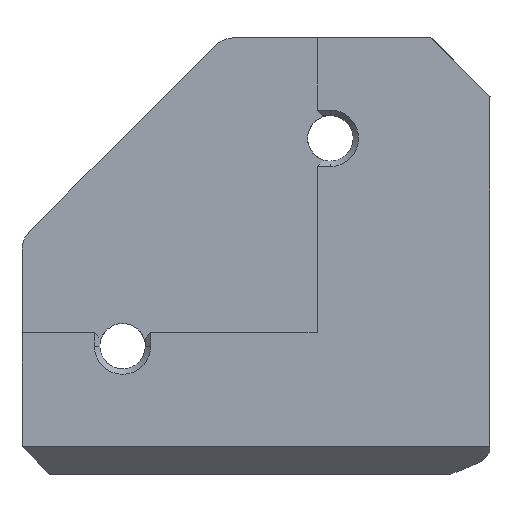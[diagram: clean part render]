
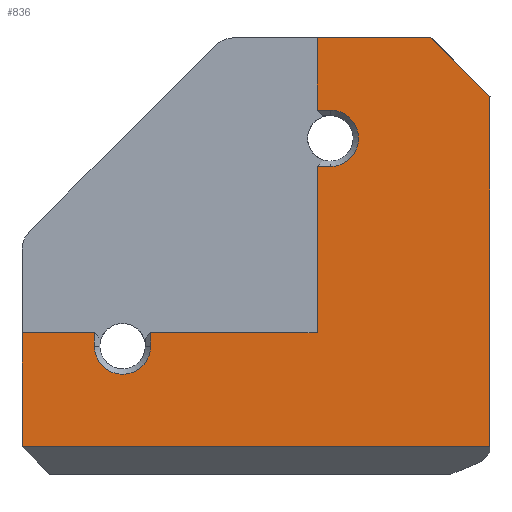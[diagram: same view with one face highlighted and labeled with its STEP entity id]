
A CAD part, top view. The second image highlights one B-rep face of the part: STEP entity #836.
In plain terms, the highlighted planar face has unit normal (0, 0, 1).
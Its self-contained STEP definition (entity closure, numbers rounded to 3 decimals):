
#33=FACE_OUTER_BOUND('',#81,.T.);
#81=EDGE_LOOP('',(#593,#594,#595,#596,#597,#598,#599,#600,#601,#602,#603,
#604,#605,#606,#607,#608,#609));
#134=CIRCLE('',#910,2.1);
#135=CIRCLE('',#911,2.1);
#160=LINE('',#1261,#264);
#165=LINE('',#1272,#269);
#168=LINE('',#1278,#272);
#169=LINE('',#1280,#273);
#170=LINE('',#1282,#274);
#171=LINE('',#1284,#275);
#172=LINE('',#1288,#276);
#173=LINE('',#1290,#277);
#174=LINE('',#1292,#278);
#175=LINE('',#1294,#279);
#176=LINE('',#1296,#280);
#177=LINE('',#1300,#281);
#178=LINE('',#1302,#282);
#179=LINE('',#1303,#283);
#180=LINE('',#1304,#284);
#264=VECTOR('',#1013,10.);
#269=VECTOR('',#1020,10.);
#272=VECTOR('',#1025,10.);
#273=VECTOR('',#1026,10.);
#274=VECTOR('',#1027,10.);
#275=VECTOR('',#1028,10.);
#276=VECTOR('',#1031,10.);
#277=VECTOR('',#1032,10.);
#278=VECTOR('',#1033,10.);
#279=VECTOR('',#1034,10.);
#280=VECTOR('',#1035,10.);
#281=VECTOR('',#1038,10.);
#282=VECTOR('',#1039,10.);
#283=VECTOR('',#1040,10.);
#284=VECTOR('',#1041,10.);
#377=VERTEX_POINT('',#1258);
#378=VERTEX_POINT('',#1260);
#382=VERTEX_POINT('',#1269);
#383=VERTEX_POINT('',#1271);
#385=VERTEX_POINT('',#1277);
#386=VERTEX_POINT('',#1279);
#387=VERTEX_POINT('',#1281);
#388=VERTEX_POINT('',#1283);
#389=VERTEX_POINT('',#1285);
#390=VERTEX_POINT('',#1287);
#391=VERTEX_POINT('',#1289);
#392=VERTEX_POINT('',#1291);
#393=VERTEX_POINT('',#1293);
#394=VERTEX_POINT('',#1295);
#395=VERTEX_POINT('',#1297);
#396=VERTEX_POINT('',#1299);
#397=VERTEX_POINT('',#1301);
#458=EDGE_CURVE('',#377,#378,#160,.T.);
#463=EDGE_CURVE('',#382,#383,#165,.T.);
#466=EDGE_CURVE('',#378,#385,#168,.T.);
#467=EDGE_CURVE('',#386,#377,#169,.T.);
#468=EDGE_CURVE('',#387,#386,#170,.T.);
#469=EDGE_CURVE('',#388,#387,#171,.T.);
#470=EDGE_CURVE('',#389,#388,#134,.T.);
#471=EDGE_CURVE('',#390,#389,#172,.T.);
#472=EDGE_CURVE('',#391,#390,#173,.T.);
#473=EDGE_CURVE('',#392,#391,#174,.T.);
#474=EDGE_CURVE('',#393,#392,#175,.T.);
#475=EDGE_CURVE('',#394,#393,#176,.T.);
#476=EDGE_CURVE('',#395,#394,#135,.T.);
#477=EDGE_CURVE('',#396,#395,#177,.T.);
#478=EDGE_CURVE('',#397,#396,#178,.T.);
#479=EDGE_CURVE('',#383,#397,#179,.T.);
#480=EDGE_CURVE('',#385,#382,#180,.T.);
#593=ORIENTED_EDGE('',*,*,#466,.F.);
#594=ORIENTED_EDGE('',*,*,#458,.F.);
#595=ORIENTED_EDGE('',*,*,#467,.F.);
#596=ORIENTED_EDGE('',*,*,#468,.F.);
#597=ORIENTED_EDGE('',*,*,#469,.F.);
#598=ORIENTED_EDGE('',*,*,#470,.F.);
#599=ORIENTED_EDGE('',*,*,#471,.F.);
#600=ORIENTED_EDGE('',*,*,#472,.F.);
#601=ORIENTED_EDGE('',*,*,#473,.F.);
#602=ORIENTED_EDGE('',*,*,#474,.F.);
#603=ORIENTED_EDGE('',*,*,#475,.F.);
#604=ORIENTED_EDGE('',*,*,#476,.F.);
#605=ORIENTED_EDGE('',*,*,#477,.F.);
#606=ORIENTED_EDGE('',*,*,#478,.F.);
#607=ORIENTED_EDGE('',*,*,#479,.F.);
#608=ORIENTED_EDGE('',*,*,#463,.F.);
#609=ORIENTED_EDGE('',*,*,#480,.F.);
#798=PLANE('',#909);
#836=ADVANCED_FACE('',(#33),#798,.T.);
#909=AXIS2_PLACEMENT_3D('',#1276,#1023,#1024);
#910=AXIS2_PLACEMENT_3D('',#1286,#1029,#1030);
#911=AXIS2_PLACEMENT_3D('',#1298,#1036,#1037);
#1013=DIRECTION('',(0.707,-0.707,0.));
#1020=DIRECTION('',(0.,1.,0.));
#1023=DIRECTION('center_axis',(0.,0.,
1.));
#1024=DIRECTION('ref_axis',(-1.,0.,0.));
#1025=DIRECTION('',(0.,-1.,0.));
#1026=DIRECTION('',(1.,0.,0.));
#1027=DIRECTION('',(0.,1.,0.));
#1028=DIRECTION('',(-1.,0.,0.));
#1029=DIRECTION('center_axis',(0.,0.,
1.));
#1030=DIRECTION('ref_axis',(0.,1.,0.));
#1031=DIRECTION('',(1.,0.,0.));
#1032=DIRECTION('',(0.,1.,0.));
#1033=DIRECTION('',(1.,0.,0.));
#1034=DIRECTION('',(0.707,0.707,0.));
#1035=DIRECTION('',(0.,1.,0.));
#1036=DIRECTION('center_axis',(0.,0.,
1.));
#1037=DIRECTION('ref_axis',(1.,0.,0.));
#1038=DIRECTION('',(0.,-1.,0.));
#1039=DIRECTION('',(0.707,-0.707,0.));
#1040=DIRECTION('',(1.,0.,0.));
#1041=DIRECTION('',(-1.,0.,0.));
#1258=CARTESIAN_POINT('',(2203.757,-340.386,699.559));
#1260=CARTESIAN_POINT('',(2208.157,-344.786,699.559));
#1261=CARTESIAN_POINT('',(2204.576,-341.205,699.559));
#1269=CARTESIAN_POINT('',(2173.257,-370.887,699.559));
#1271=CARTESIAN_POINT('',(2173.257,-362.386,699.559));
#1272=CARTESIAN_POINT('',(2173.257,-370.887,699.559));
#1276=CARTESIAN_POINT('Origin',(2169.647,-378.897,699.559));
#1277=CARTESIAN_POINT('',(2208.157,-370.887,699.559));
#1278=CARTESIAN_POINT('',(2208.157,-376.51,699.559));
#1279=CARTESIAN_POINT('',(2195.257,-340.386,699.559));
#1280=CARTESIAN_POINT('',(2195.257,-340.386,699.559));
#1281=CARTESIAN_POINT('',(2195.257,-345.786,699.559));
#1282=CARTESIAN_POINT('',(2195.257,-345.786,699.559));
#1283=CARTESIAN_POINT('',(2196.257,-345.786,699.559));
#1284=CARTESIAN_POINT('',(2196.257,-345.786,699.559));
#1285=CARTESIAN_POINT('',(2196.257,-349.986,699.559));
#1286=CARTESIAN_POINT('Origin',(2196.257,-347.886,699.559));
#1287=CARTESIAN_POINT('',(2195.257,-349.986,699.559));
#1288=CARTESIAN_POINT('',(2195.257,-349.986,699.559));
#1289=CARTESIAN_POINT('',(2195.257,-362.386,699.559));
#1290=CARTESIAN_POINT('',(2195.257,-362.386,699.559));
#1291=CARTESIAN_POINT('',(2182.857,-362.386,699.559));
#1292=CARTESIAN_POINT('',(2182.857,-362.386,699.559));
#1293=CARTESIAN_POINT('',(2182.857,-362.387,699.559));
#1294=CARTESIAN_POINT('',(2182.857,-362.387,699.559));
#1295=CARTESIAN_POINT('',(2182.857,-363.386,699.559));
#1296=CARTESIAN_POINT('',(2182.857,-363.386,699.559));
#1297=CARTESIAN_POINT('',(2178.657,-363.386,699.559));
#1298=CARTESIAN_POINT('Origin',(2180.757,-363.386,699.559));
#1299=CARTESIAN_POINT('',(2178.657,-362.387,699.559));
#1300=CARTESIAN_POINT('',(2178.657,-362.387,699.559));
#1301=CARTESIAN_POINT('',(2178.657,-362.386,699.559));
#1302=CARTESIAN_POINT('',(2178.657,-362.386,699.559));
#1303=CARTESIAN_POINT('',(2173.257,-362.386,699.559));
#1304=CARTESIAN_POINT('',(2208.157,-370.887,699.559));
